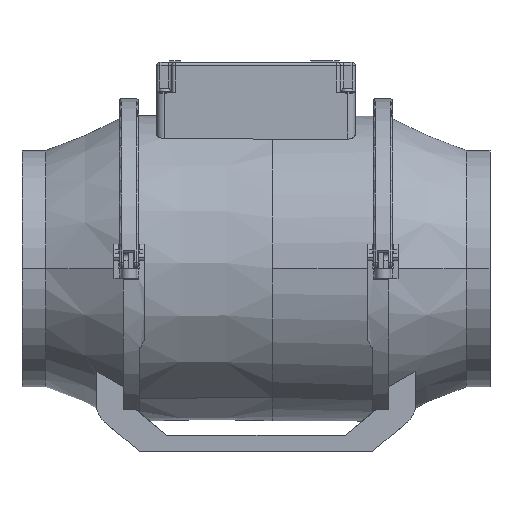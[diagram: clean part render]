
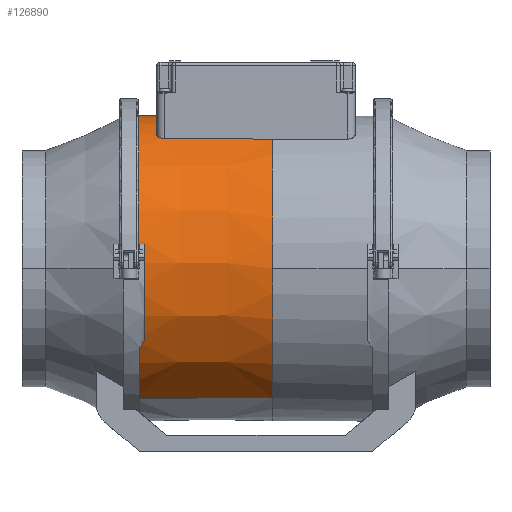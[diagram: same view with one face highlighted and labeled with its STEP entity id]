
A CAD part, left-side view. The second image highlights one B-rep face of the part: STEP entity #126890.
In plain terms, the highlighted conical face has half-angle 0.25 degrees and reference radius 1 mm.
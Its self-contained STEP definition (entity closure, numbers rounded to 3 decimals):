
#106530=CARTESIAN_POINT('',(-0.019,-162.25,
0.089));
#106540=DIRECTION('',(0.,-1.,0.));
#106550=DIRECTION('',(-0.823,0.,
0.567));
#106560=AXIS2_PLACEMENT_3D('',#106530,#106540,#106550);
#106570=CIRCLE('',#106560,96.383);
#106580=CARTESIAN_POINT('',(79.349,-162.25,
-54.593));
#106590=VERTEX_POINT('',#106580);
#106600=CARTESIAN_POINT('',(-79.388,-162.25,
54.772));
#106610=VERTEX_POINT('',#106600);
#106640=EDGE_CURVE('',#106610,#106590,#106570,.T.);
#125840=CARTESIAN_POINT('',(-0.019,21697.672,
0.089));
#125850=DIRECTION('',(0.,-1.,0.));
#125860=DIRECTION('',(0.823,0.,
-0.567));
#125870=AXIS2_PLACEMENT_3D('',#125840,#125850,#125860);
#125880=CONICAL_SURFACE('',#125870,1.,0.004);
#125890=CARTESIAN_POINT('',(-0.019,-74.586,
0.089));
#125900=DIRECTION('',(0.,-1.,0.));
#125910=DIRECTION('',(0.82,0.,
-0.573));
#125920=AXIS2_PLACEMENT_3D('',#125890,#125900,#125910);
#125930=CIRCLE('',#125920,96.);
#125940=CARTESIAN_POINT('',(-79.073,-74.586,
54.555));
#125950=VERTEX_POINT('',#125940);
#125960=CARTESIAN_POINT('',(-88.194,-74.586,
-37.873));
#125970=VERTEX_POINT('',#125960);
#125980=EDGE_CURVE('',#125950,#125970,#125930,.T.);
#125990=ORIENTED_EDGE('',*,*,#125980,.T.);
#126000=CARTESIAN_POINT('',(-0.843,21697.672,
0.657));
#126010=DIRECTION('',(-0.004,-1.,
0.002));
#126020=VECTOR('',#126010,229.184);
#126030=LINE('',#126000,#126020);
#126040=EDGE_CURVE('',#125950,#106610,#126030,.T.);
#126050=ORIENTED_EDGE('',*,*,#126040,.F.);
#126060=ORIENTED_EDGE('',*,*,#106640,.F.);
#126070=CARTESIAN_POINT('',(0.804,21697.672,
-0.478));
#126080=DIRECTION('',(0.004,-1.,
-0.002));
#126090=VECTOR('',#126080,229.184);
#126100=LINE('',#126070,#126090);
#126110=CARTESIAN_POINT('',(79.034,-74.586,
-54.376));
#126120=VERTEX_POINT('',#126110);
#126130=EDGE_CURVE('',#126120,#106590,#126100,.T.);
#126140=ORIENTED_EDGE('',*,*,#126130,.T.);
#126150=CARTESIAN_POINT('',(78.656,-74.586,
-54.922));
#126160=VERTEX_POINT('',#126150);
#126170=EDGE_CURVE('',#126160,#126120,#125930,.T.);
#126180=ORIENTED_EDGE('',*,*,#126170,.T.);
#126190=CARTESIAN_POINT('',(78.794,-142.95,
-55.244));
#126200=CARTESIAN_POINT('',(78.779,-135.355,
-55.208));
#126210=CARTESIAN_POINT('',(78.748,-120.164,
-55.137));
#126220=CARTESIAN_POINT('',(78.702,-97.376,
-55.029));
#126230=CARTESIAN_POINT('',(78.671,-82.183,
-54.958));
#126240=CARTESIAN_POINT('',(78.656,-74.586,
-54.922));
#126250=B_SPLINE_CURVE_WITH_KNOTS('',3,(#126190,#126200,#126210,#126220,
#126230,#126240),.UNSPECIFIED.,.F.,.F.,(4,1,1,4),(0.,0.333,
0.667,1.),.UNSPECIFIED.);
#126260=CARTESIAN_POINT('',(78.794,-142.95,
-55.244));
#126270=VERTEX_POINT('',#126260);
#126280=EDGE_CURVE('',#126270,#126160,#126250,.T.);
#126290=ORIENTED_EDGE('',*,*,#126280,.T.);
#126300=CARTESIAN_POINT('',(78.794,-142.95,
-55.244));
#126310=CARTESIAN_POINT('',(78.795,-143.376,
-55.246));
#126320=CARTESIAN_POINT('',(78.718,-144.256,
-55.363));
#126330=CARTESIAN_POINT('',(78.312,-145.561,
-55.947));
#126340=CARTESIAN_POINT('',(77.637,-146.632,
-56.89));
#126350=CARTESIAN_POINT('',(76.729,-147.364,
-58.114));
#126360=CARTESIAN_POINT('',(76.008,-147.55,
-59.05));
#126370=CARTESIAN_POINT('',(75.631,-147.55,
-59.529));
#126380=B_SPLINE_CURVE_WITH_KNOTS('',3,(#126300,#126310,#126320,#126330,
#126340,#126350,#126360,#126370),.UNSPECIFIED.,.F.,.F.,(4,1,1,1,1,4),(0.
,0.2,0.4,0.6,0.8,1.),.UNSPECIFIED.);
#126390=CARTESIAN_POINT('',(75.631,-147.55,-59.529
));
#126400=VERTEX_POINT('',#126390);
#126410=EDGE_CURVE('',#126270,#126400,#126380,.T.);
#126420=ORIENTED_EDGE('',*,*,#126410,.F.);
#126430=CARTESIAN_POINT('',(-0.019,-147.55,
0.089));
#126440=DIRECTION('',(0.,1.,0.));
#126450=DIRECTION('',(0.785,0.,-0.619));
#126460=AXIS2_PLACEMENT_3D('',#126430,#126440,#126450);
#126470=CIRCLE('',#126460,96.318);
#126480=CARTESIAN_POINT('',(-8.683,-147.55,
-95.838));
#126490=VERTEX_POINT('',#126480);
#126500=EDGE_CURVE('',#126400,#126490,#126470,.T.);
#126510=ORIENTED_EDGE('',*,*,#126500,.F.);
#126520=CARTESIAN_POINT('',(-8.683,-147.55,
-95.838));
#126530=CARTESIAN_POINT('',(-9.289,-147.55,
-95.784));
#126540=CARTESIAN_POINT('',(-10.463,-147.365,
-95.665));
#126550=CARTESIAN_POINT('',(-11.979,-146.632,
-95.483));
#126560=CARTESIAN_POINT('',(-13.129,-145.559,
-95.325));
#126570=CARTESIAN_POINT('',(-13.831,-144.254,
-95.219));
#126580=CARTESIAN_POINT('',(-13.969,-143.376,
-95.195));
#126590=CARTESIAN_POINT('',(-13.969,-142.95,
-95.193));
#126600=B_SPLINE_CURVE_WITH_KNOTS('',3,(#126520,#126530,#126540,#126550,
#126560,#126570,#126580,#126590),.UNSPECIFIED.,.F.,.F.,(4,1,1,1,1,4),(0.
,0.2,0.4,0.6,0.8,1.),.UNSPECIFIED.);
#126610=CARTESIAN_POINT('',(-13.969,-142.95,
-95.193));
#126620=VERTEX_POINT('',#126610);
#126630=EDGE_CURVE('',#126490,#126620,#126600,.T.);
#126640=ORIENTED_EDGE('',*,*,#126630,.F.);
#126650=CARTESIAN_POINT('',(-13.993,-131.415,
-95.139));
#126660=CARTESIAN_POINT('',(-13.985,-135.26,
-95.157));
#126670=CARTESIAN_POINT('',(-13.977,-139.105,
-95.175));
#126680=CARTESIAN_POINT('',(-13.969,-142.95,
-95.193));
#126690=B_SPLINE_CURVE_WITH_KNOTS('',3,(#126650,#126660,#126670,#126680)
,.UNSPECIFIED.,.F.,.F.,(4,4),(0.,1.),.UNSPECIFIED.);
#126700=CARTESIAN_POINT('',(-13.993,-131.415,
-95.139));
#126710=VERTEX_POINT('',#126700);
#126720=EDGE_CURVE('',#126710,#126620,#126690,.T.);
#126730=ORIENTED_EDGE('',*,*,#126720,.T.);
#126740=CARTESIAN_POINT('',(-14.108,-74.586,
-94.871));
#126750=CARTESIAN_POINT('',(-14.095,-80.901,
-94.901));
#126760=CARTESIAN_POINT('',(-14.07,-93.53,
-94.96));
#126770=CARTESIAN_POINT('',(-14.031,-112.473,
-95.05));
#126780=CARTESIAN_POINT('',(-14.006,-125.101,
-95.109));
#126790=CARTESIAN_POINT('',(-13.993,-131.415,
-95.139));
#126800=B_SPLINE_CURVE_WITH_KNOTS('',3,(#126740,#126750,#126760,#126770,
#126780,#126790),.UNSPECIFIED.,.F.,.F.,(4,1,1,4),(0.,0.333,
0.667,1.),.UNSPECIFIED.);
#126810=CARTESIAN_POINT('',(-14.108,-74.586,
-94.871));
#126820=VERTEX_POINT('',#126810);
#126830=EDGE_CURVE('',#126820,#126710,#126800,.T.);
#126840=ORIENTED_EDGE('',*,*,#126830,.T.);
#126850=EDGE_CURVE('',#125970,#126820,#125930,.T.);
#126860=ORIENTED_EDGE('',*,*,#126850,.T.);
#126870=EDGE_LOOP('',(#126860,#126840,#126730,#126640,#126510,#126420,
#126290,#126180,#126140,#126060,#126050,#125990));
#126880=FACE_OUTER_BOUND('',#126870,.T.);
#126890=ADVANCED_FACE('',(#126880),#125880,.T.);
